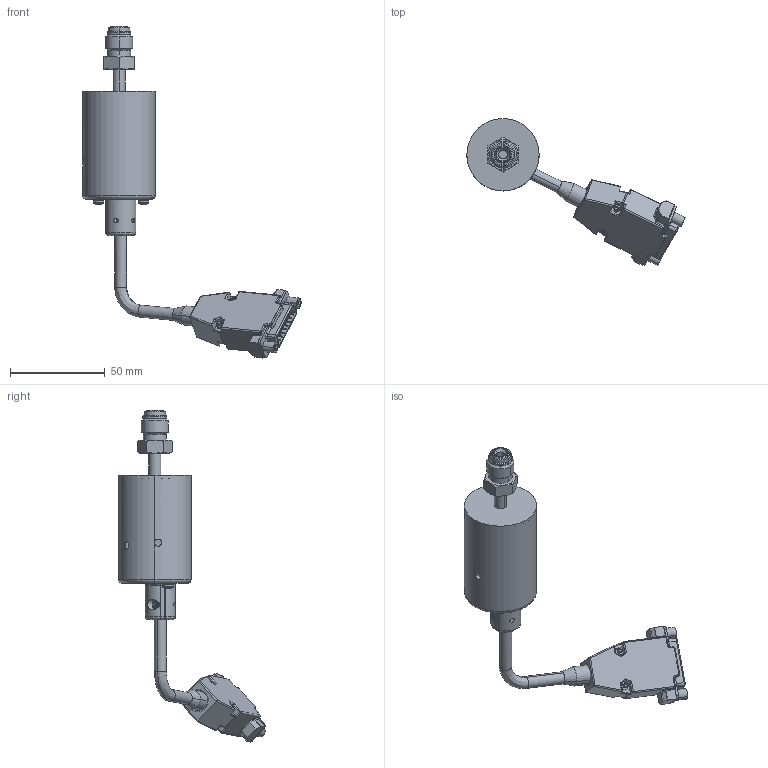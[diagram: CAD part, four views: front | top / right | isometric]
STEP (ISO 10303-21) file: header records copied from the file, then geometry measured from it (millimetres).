
FILE_DESCRIPTION (( 'STEP AP214' ), '1' );
FILE_NAME ('CMCAT123PAR.STEP', '2022-11-09T21:22:09', ( '' ), ( '' ), 'SwSTEP 2.0', 'SolidWorks 2020', '' );
FILE_SCHEMA (( 'AUTOMOTIVE_DESIGN' ));
Length unit declared in the file: inch
Products named in the file (1): CMCAT123PAR
Bounding box: 115.06 x 77.2 x 175.05 mm (x, y, z)
Volume: 33090.1 mm3; surface area: 33556.8 mm2
Topology: 1 solids, 2 shells, 1161 faces, 3055 edges, 1946 vertices
Faces by surface type: plane 568, cylinder 457, torus 63, cone 52, sphere 13, bspline 8
Entity records: 37703 total; most frequent: CARTESIAN_POINT 9176, ORIENTED_EDGE 6088, DIRECTION 5864, EDGE_CURVE 3044, AXIS2_PLACEMENT_3D 2156, VERTEX_POINT 1945, LINE 1552, VECTOR 1552
